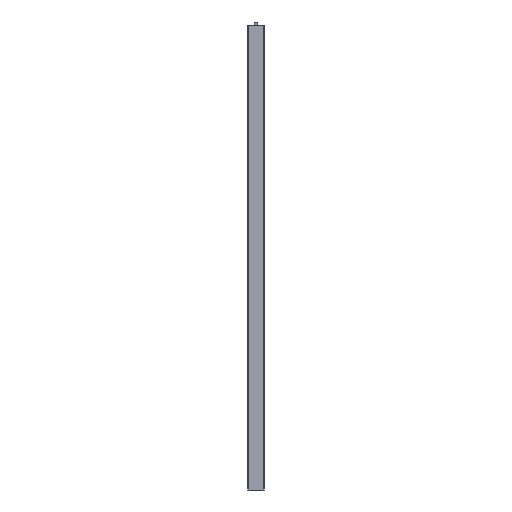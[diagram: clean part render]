
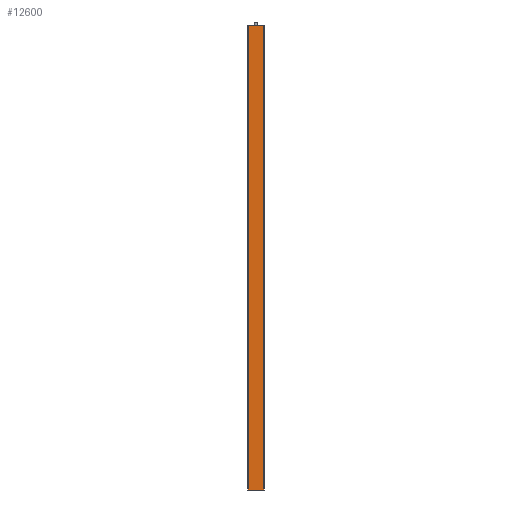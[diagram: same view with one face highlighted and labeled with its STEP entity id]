
A CAD part, left-side view. The second image highlights one B-rep face of the part: STEP entity #12600.
In plain terms, the highlighted planar face has unit normal (-1, 0.024, 0).
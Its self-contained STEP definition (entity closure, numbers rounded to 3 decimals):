
#538 = CARTESIAN_POINT ( 'NONE',  ( -6.102, -0.281, -542. ) ) ;
#569 = CARTESIAN_POINT ( 'NONE',  ( -5.227, 36.312, -542. ) ) ;
#726 = FACE_OUTER_BOUND ( 'NONE', #36420, .T. ) ;
#1425 = CARTESIAN_POINT ( 'NONE',  ( -5.227, 36.312, -542. ) ) ;
#1571 = VECTOR ( 'NONE', #36657, 1000. ) ;
#3370 = EDGE_CURVE ( 'NONE', #37112, #17200, #13222, .T. ) ;
#3455 = DIRECTION ( 'NONE',  ( 1., -0.024, 0. ) ) ;
#4295 = CARTESIAN_POINT ( 'NONE',  ( -6.102, -0.281, -542. ) ) ;
#4332 = ORIENTED_EDGE ( 'NONE', *, *, #37756, .T. ) ;
#5300 = VERTEX_POINT ( 'NONE', #7367 ) ;
#6867 = VERTEX_POINT ( 'NONE', #27574 ) ;
#7367 = CARTESIAN_POINT ( 'NONE',  ( -6.102, -0.281, 542. ) ) ;
#7608 = EDGE_CURVE ( 'NONE', #17200, #6867, #13242, .T. ) ;
#8235 = ORIENTED_EDGE ( 'NONE', *, *, #3370, .F. ) ;
#10275 = DIRECTION ( 'NONE',  ( 0.024, 1., 0. ) ) ;
#12570 = VECTOR ( 'NONE', #16311, 1000. ) ;
#12600 = ADVANCED_FACE ( 'NONE', ( #726 ), #12919, .F. ) ;
#12919 = PLANE ( 'NONE',  #21369 ) ;
#13135 = CARTESIAN_POINT ( 'NONE',  ( -6.102, -0.281, -542. ) ) ;
#13222 = LINE ( 'NONE', #4295, #12570 ) ;
#13242 = LINE ( 'NONE', #1425, #1571 ) ;
#13541 = ORIENTED_EDGE ( 'NONE', *, *, #7608, .F. ) ;
#14838 = ORIENTED_EDGE ( 'NONE', *, *, #33415, .T. ) ;
#16311 = DIRECTION ( 'NONE',  ( 0.024, 1., 0. ) ) ;
#16520 = LINE ( 'NONE', #23815, #36606 ) ;
#17200 = VERTEX_POINT ( 'NONE', #569 ) ;
#20533 = DIRECTION ( 'NONE',  ( 0., 0., 1. ) ) ;
#21369 = AXIS2_PLACEMENT_3D ( 'NONE', #538, #3455, #24736 ) ;
#23815 = CARTESIAN_POINT ( 'NONE',  ( -6.102, -0.281, -542. ) ) ;
#24736 = DIRECTION ( 'NONE',  ( 0.024, 1., 0. ) ) ;
#26015 = VECTOR ( 'NONE', #10275, 1000. ) ;
#27574 = CARTESIAN_POINT ( 'NONE',  ( -5.227, 36.312, 542. ) ) ;
#33415 = EDGE_CURVE ( 'NONE', #5300, #6867, #37364, .T. ) ;
#36420 = EDGE_LOOP ( 'NONE', ( #14838, #13541, #8235, #4332 ) ) ;
#36606 = VECTOR ( 'NONE', #20533, 1000. ) ;
#36657 = DIRECTION ( 'NONE',  ( 0., 0., 1. ) ) ;
#36781 = CARTESIAN_POINT ( 'NONE',  ( -6.102, -0.281, 542. ) ) ;
#37112 = VERTEX_POINT ( 'NONE', #13135 ) ;
#37364 = LINE ( 'NONE', #36781, #26015 ) ;
#37756 = EDGE_CURVE ( 'NONE', #37112, #5300, #16520, .T. ) ;
